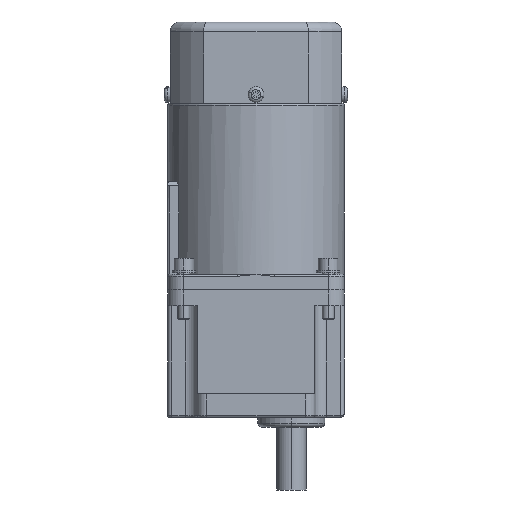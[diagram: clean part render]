
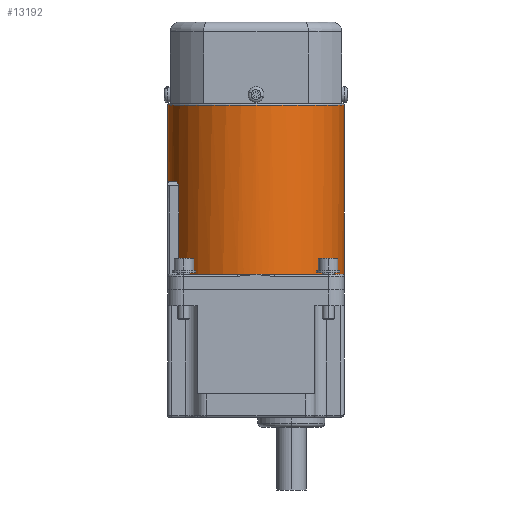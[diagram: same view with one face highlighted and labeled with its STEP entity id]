
A CAD part, left-side view. The second image highlights one B-rep face of the part: STEP entity #13192.
In plain terms, the highlighted cylindrical face has radius 45 mm (diameter 90 mm), a partial arc.
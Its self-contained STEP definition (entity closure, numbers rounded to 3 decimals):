
#1 = AXIS2_PLACEMENT_3D ( 'NONE', #13004, #2475, #7191 ) ;
#403 = CIRCLE ( 'NONE', #2383, 45. ) ;
#417 = CIRCLE ( 'NONE', #9078, 45. ) ;
#630 = DIRECTION ( 'NONE',  ( 1., 0., 0. ) ) ;
#849 = CIRCLE ( 'NONE', #9498, 45. ) ;
#1161 = CIRCLE ( 'NONE', #3160, 45. ) ;
#1546 = CARTESIAN_POINT ( 'NONE',  ( -56.668, 54.916, 0.5 ) ) ;
#2012 = EDGE_LOOP ( 'NONE', ( #5435, #7382, #11724, #12324, #5396, #12867, #10282, #3550, #15211, #3719, #8675, #4449 ) ) ;
#2383 = AXIS2_PLACEMENT_3D ( 'NONE', #3255, #7975, #12619 ) ;
#2475 = DIRECTION ( 'NONE',  ( 0., 0., 1. ) ) ;
#2478 = CARTESIAN_POINT ( 'NONE',  ( -34.668, 15.661, -43.9 ) ) ;
#2699 = DIRECTION ( 'NONE',  ( 0., 0., -1. ) ) ;
#2802 = DIRECTION ( 'NONE',  ( 1., 0., 0. ) ) ;
#2878 = AXIS2_PLACEMENT_3D ( 'NONE', #4900, #9595, #14249 ) ;
#3072 = CARTESIAN_POINT ( 'NONE',  ( -34.668, 15.661, -44.6 ) ) ;
#3160 = AXIS2_PLACEMENT_3D ( 'NONE', #6533, #11206, #630 ) ;
#3255 = CARTESIAN_POINT ( 'NONE',  ( -34.668, 15.661, 2.5 ) ) ;
#3277 = DIRECTION ( 'NONE',  ( 0., 0., 1. ) ) ;
#3293 = DIRECTION ( 'NONE',  ( 0., 0., 1. ) ) ;
#3550 = ORIENTED_EDGE ( 'NONE', *, *, #9882, .T. ) ;
#3719 = ORIENTED_EDGE ( 'NONE', *, *, #14596, .T. ) ;
#3862 = CARTESIAN_POINT ( 'NONE',  ( -56.668, 54.916, 0.5 ) ) ;
#3952 = VERTEX_POINT ( 'NONE', #6077 ) ;
#4244 = CARTESIAN_POINT ( 'NONE',  ( -78.668, 25.095, -44.6 ) ) ;
#4449 = ORIENTED_EDGE ( 'NONE', *, *, #5110, .T. ) ;
#4504 = CARTESIAN_POINT ( 'NONE',  ( -54.668, 55.972, 2.5 ) ) ;
#4553 = VERTEX_POINT ( 'NONE', #9124 ) ;
#4601 = EDGE_CURVE ( 'NONE', #9708, #8414, #4956, .T. ) ;
#4900 = CARTESIAN_POINT ( 'NONE',  ( -34.668, 15.661, 41.5 ) ) ;
#4956 = LINE ( 'NONE', #9650, #11664 ) ;
#5029 = CARTESIAN_POINT ( 'NONE',  ( -54.668, 55.972, 2.5 ) ) ;
#5092 = CARTESIAN_POINT ( 'NONE',  ( -56.668, 54.916, -44.6 ) ) ;
#5110 = EDGE_CURVE ( 'NONE', #5718, #8414, #849, .T. ) ;
#5296 = LINE ( 'NONE', #9986, #6135 ) ;
#5396 = ORIENTED_EDGE ( 'NONE', *, *, #10758, .T. ) ;
#5435 = ORIENTED_EDGE ( 'NONE', *, *, #4601, .F. ) ;
#5544 = VERTEX_POINT ( 'NONE', #4504 ) ;
#5718 = VERTEX_POINT ( 'NONE', #12237 ) ;
#5858 = CARTESIAN_POINT ( 'NONE',  ( -44.102, 59.661, 2.5 ) ) ;
#6047 =( BOUNDED_CURVE ( )  B_SPLINE_CURVE ( 3, ( #5029, #9721, #14378, #3862 ),
 .UNSPECIFIED., .F., .F. ) 
 B_SPLINE_CURVE_WITH_KNOTS ( ( 4, 4 ),
 ( 5.173, 5.223 ),
 .UNSPECIFIED. ) 
 CURVE ( )  GEOMETRIC_REPRESENTATION_ITEM ( )  RATIONAL_B_SPLINE_CURVE ( ( 1., 1., 1., 1. ) ) 
 REPRESENTATION_ITEM ( '' )  );
#6077 = CARTESIAN_POINT ( 'NONE',  ( -79.668, 15.661, -44.6 ) ) ;
#6135 = VECTOR ( 'NONE', #14649, 1000. ) ;
#6202 = AXIS2_PLACEMENT_3D ( 'NONE', #13813, #3293, #8014 ) ;
#6533 = CARTESIAN_POINT ( 'NONE',  ( -34.668, 15.661, 2.5 ) ) ;
#6692 = CIRCLE ( 'NONE', #1, 45. ) ;
#6857 = AXIS2_PLACEMENT_3D ( 'NONE', #8695, #13334, #2802 ) ;
#7191 = DIRECTION ( 'NONE',  ( 1., 0., 0. ) ) ;
#7194 = DIRECTION ( 'NONE',  ( 0., 0., -1. ) ) ;
#7382 = ORIENTED_EDGE ( 'NONE', *, *, #10472, .T. ) ;
#7405 = VERTEX_POINT ( 'NONE', #11429 ) ;
#7797 = DIRECTION ( 'NONE',  ( 0., 0., 1. ) ) ;
#7868 = EDGE_CURVE ( 'NONE', #5544, #11593, #6047, .T. ) ;
#7878 = EDGE_CURVE ( 'NONE', #11593, #12084, #8582, .T. ) ;
#7975 = DIRECTION ( 'NONE',  ( 0., 0., 1. ) ) ;
#7998 = DIRECTION ( 'NONE',  ( 1., 0., 0. ) ) ;
#8014 = DIRECTION ( 'NONE',  ( 1., 0., 0. ) ) ;
#8359 = FACE_OUTER_BOUND ( 'NONE', #2012, .T. ) ;
#8414 = VERTEX_POINT ( 'NONE', #12134 ) ;
#8504 = VERTEX_POINT ( 'NONE', #4244 ) ;
#8542 = AXIS2_PLACEMENT_3D ( 'NONE', #2478, #7194, #11857 ) ;
#8582 = LINE ( 'NONE', #13233, #9372 ) ;
#8587 = EDGE_CURVE ( 'NONE', #8504, #3952, #12787, .T. ) ;
#8675 = ORIENTED_EDGE ( 'NONE', *, *, #9120, .T. ) ;
#8695 = CARTESIAN_POINT ( 'NONE',  ( -34.668, 15.661, -44.6 ) ) ;
#9078 = AXIS2_PLACEMENT_3D ( 'NONE', #3072, #7797, #12452 ) ;
#9120 = EDGE_CURVE ( 'NONE', #4553, #5718, #6692, .T. ) ;
#9124 = CARTESIAN_POINT ( 'NONE',  ( -78.668, 6.227, -44.6 ) ) ;
#9372 = VECTOR ( 'NONE', #2699, 1000. ) ;
#9498 = AXIS2_PLACEMENT_3D ( 'NONE', #13797, #3277, #7998 ) ;
#9532 = CIRCLE ( 'NONE', #2878, 45. ) ;
#9595 = DIRECTION ( 'NONE',  ( 0., 0., -1. ) ) ;
#9650 = CARTESIAN_POINT ( 'NONE',  ( -34.668, -29.339, -43.9 ) ) ;
#9708 = VERTEX_POINT ( 'NONE', #14369 ) ;
#9721 = CARTESIAN_POINT ( 'NONE',  ( -55.344, 55.637, 1.825 ) ) ;
#9882 = EDGE_CURVE ( 'NONE', #12084, #8504, #417, .T. ) ;
#9986 = CARTESIAN_POINT ( 'NONE',  ( -34.668, 60.661, -43.9 ) ) ;
#10204 = EDGE_CURVE ( 'NONE', #10361, #13973, #1161, .T. ) ;
#10282 = ORIENTED_EDGE ( 'NONE', *, *, #7878, .T. ) ;
#10361 = VERTEX_POINT ( 'NONE', #12793 ) ;
#10472 = EDGE_CURVE ( 'NONE', #9708, #7405, #9532, .T. ) ;
#10758 = EDGE_CURVE ( 'NONE', #13973, #5544, #403, .T. ) ;
#11206 = DIRECTION ( 'NONE',  ( 0., 0., 1. ) ) ;
#11429 = CARTESIAN_POINT ( 'NONE',  ( -34.668, 60.661, 41.5 ) ) ;
#11593 = VERTEX_POINT ( 'NONE', #1546 ) ;
#11664 = VECTOR ( 'NONE', #14305, 1000. ) ;
#11724 = ORIENTED_EDGE ( 'NONE', *, *, #14640, .T. ) ;
#11857 = DIRECTION ( 'NONE',  ( 0., 1., 0. ) ) ;
#12084 = VERTEX_POINT ( 'NONE', #5092 ) ;
#12134 = CARTESIAN_POINT ( 'NONE',  ( -34.668, -29.339, -44.6 ) ) ;
#12237 = CARTESIAN_POINT ( 'NONE',  ( -44.102, -28.339, -44.6 ) ) ;
#12324 = ORIENTED_EDGE ( 'NONE', *, *, #10204, .T. ) ;
#12452 = DIRECTION ( 'NONE',  ( 1., 0., 0. ) ) ;
#12619 = DIRECTION ( 'NONE',  ( 1., 0., 0. ) ) ;
#12787 = CIRCLE ( 'NONE', #6202, 45. ) ;
#12793 = CARTESIAN_POINT ( 'NONE',  ( -34.668, 60.661, 2.5 ) ) ;
#12867 = ORIENTED_EDGE ( 'NONE', *, *, #7868, .T. ) ;
#13004 = CARTESIAN_POINT ( 'NONE',  ( -34.668, 15.661, -44.6 ) ) ;
#13006 = CYLINDRICAL_SURFACE ( 'NONE', #8542, 45. ) ;
#13192 = ADVANCED_FACE ( 'NONE', ( #8359 ), #13006, .T. ) ;
#13233 = CARTESIAN_POINT ( 'NONE',  ( -56.668, 54.916, -43.9 ) ) ;
#13334 = DIRECTION ( 'NONE',  ( 0., 0., 1. ) ) ;
#13470 = CIRCLE ( 'NONE', #6857, 45. ) ;
#13797 = CARTESIAN_POINT ( 'NONE',  ( -34.668, 15.661, -44.6 ) ) ;
#13813 = CARTESIAN_POINT ( 'NONE',  ( -34.668, 15.661, -44.6 ) ) ;
#13973 = VERTEX_POINT ( 'NONE', #5858 ) ;
#14249 = DIRECTION ( 'NONE',  ( 0., -1., 0. ) ) ;
#14305 = DIRECTION ( 'NONE',  ( 0., 0., -1. ) ) ;
#14369 = CARTESIAN_POINT ( 'NONE',  ( -34.668, -29.339, 41.5 ) ) ;
#14378 = CARTESIAN_POINT ( 'NONE',  ( -56.011, 55.285, 1.158 ) ) ;
#14596 = EDGE_CURVE ( 'NONE', #3952, #4553, #13470, .T. ) ;
#14640 = EDGE_CURVE ( 'NONE', #7405, #10361, #5296, .T. ) ;
#14649 = DIRECTION ( 'NONE',  ( 0., 0., -1. ) ) ;
#15211 = ORIENTED_EDGE ( 'NONE', *, *, #8587, .T. ) ;
